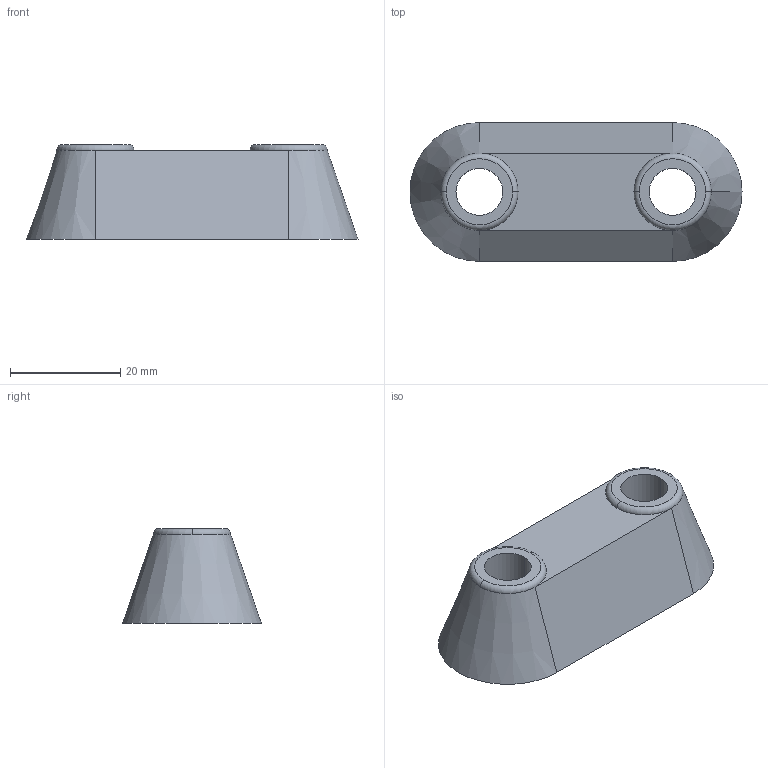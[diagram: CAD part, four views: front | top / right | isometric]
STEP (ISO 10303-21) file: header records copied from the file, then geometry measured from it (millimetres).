
FILE_DESCRIPTION (( 'STEP AP214' ), '1' );
FILE_NAME ('Y Gantry Bearing Space.STEP', '2020-02-14T16:48:18', ( '' ), ( '' ), 'SwSTEP 2.0', 'SolidWorks 2019', '' );
FILE_SCHEMA (( 'AUTOMOTIVE_DESIGN' ));
Length unit declared in the file: millimetre
Products named in the file (1): Y Gantry Bearing Space
Bounding box: 60.16 x 25.16 x 17.2 mm (x, y, z)
Volume: 14447.3 mm3; surface area: 5015.5 mm2
Topology: 1 solids, 1 shells, 17 faces, 40 edges, 25 vertices
Faces by surface type: plane 6, torus 4, cylinder 4, cone 3
Entity records: 543 total; most frequent: DIRECTION 103, CARTESIAN_POINT 83, ORIENTED_EDGE 80, AXIS2_PLACEMENT_3D 45, EDGE_CURVE 40, CIRCLE 27, VERTEX_POINT 25, EDGE_LOOP 21
